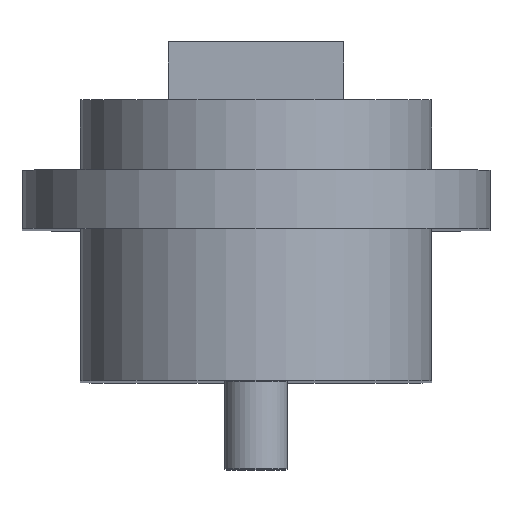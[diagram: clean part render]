
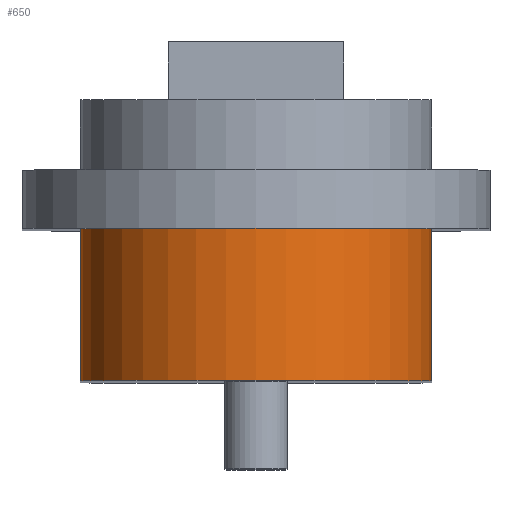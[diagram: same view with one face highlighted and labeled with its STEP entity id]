
A CAD part, top view. The second image highlights one B-rep face of the part: STEP entity #650.
In plain terms, the highlighted cylindrical face has radius 3 mm (diameter 6 mm), a partial arc.
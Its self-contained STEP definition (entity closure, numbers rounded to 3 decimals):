
#88=FACE_OUTER_BOUND('',#148,.T.);
#148=EDGE_LOOP('',(#562,#563,#564,#565));
#166=LINE('',#1006,#212);
#200=LINE('',#1131,#246);
#212=VECTOR('',#793,2.6);
#246=VECTOR('',#933,2.6);
#256=CIRCLE('',#683,3.);
#264=CIRCLE('',#693,3.);
#294=VERTEX_POINT('',#984);
#296=VERTEX_POINT('',#988);
#302=VERTEX_POINT('',#1002);
#308=VERTEX_POINT('',#1016);
#353=EDGE_CURVE('',#296,#294,#256,.T.);
#361=EDGE_CURVE('',#302,#294,#166,.T.);
#366=EDGE_CURVE('',#302,#308,#264,.T.);
#419=EDGE_CURVE('',#296,#308,#200,.T.);
#562=ORIENTED_EDGE('',*,*,#366,.F.);
#563=ORIENTED_EDGE('',*,*,#361,.T.);
#564=ORIENTED_EDGE('',*,*,#353,.F.);
#565=ORIENTED_EDGE('',*,*,#419,.T.);
#611=CYLINDRICAL_SURFACE('',#742,3.);
#650=ADVANCED_FACE('',(#88),#611,.T.);
#683=AXIS2_PLACEMENT_3D('',#990,#777,#778);
#693=AXIS2_PLACEMENT_3D('',#1017,#802,#803);
#742=AXIS2_PLACEMENT_3D('',#1130,#931,#932);
#777=DIRECTION('center_axis',(0.,-1.,0.));
#778=DIRECTION('ref_axis',(1.,0.,0.));
#793=DIRECTION('',(0.,-1.,0.));
#802=DIRECTION('center_axis',(0.,1.,0.));
#803=DIRECTION('ref_axis',(-1.,0.,0.));
#931=DIRECTION('center_axis',(0.,-1.,0.));
#932=DIRECTION('ref_axis',(1.,0.,0.));
#933=DIRECTION('',(0.,1.,0.));
#984=CARTESIAN_POINT('',(-4.75,-2.6,12.956));
#988=CARTESIAN_POINT('',(1.25,-2.6,12.956));
#990=CARTESIAN_POINT('Origin',(-1.75,-2.6,12.956));
#1002=CARTESIAN_POINT('',(-4.75,0.,12.956));
#1006=CARTESIAN_POINT('',(-4.75,0.,12.956));
#1016=CARTESIAN_POINT('',(1.25,0.,12.956));
#1017=CARTESIAN_POINT('Origin',(-1.75,0.,12.956));
#1130=CARTESIAN_POINT('Origin',(-1.75,0.,12.956));
#1131=CARTESIAN_POINT('',(1.25,-2.6,12.956));
